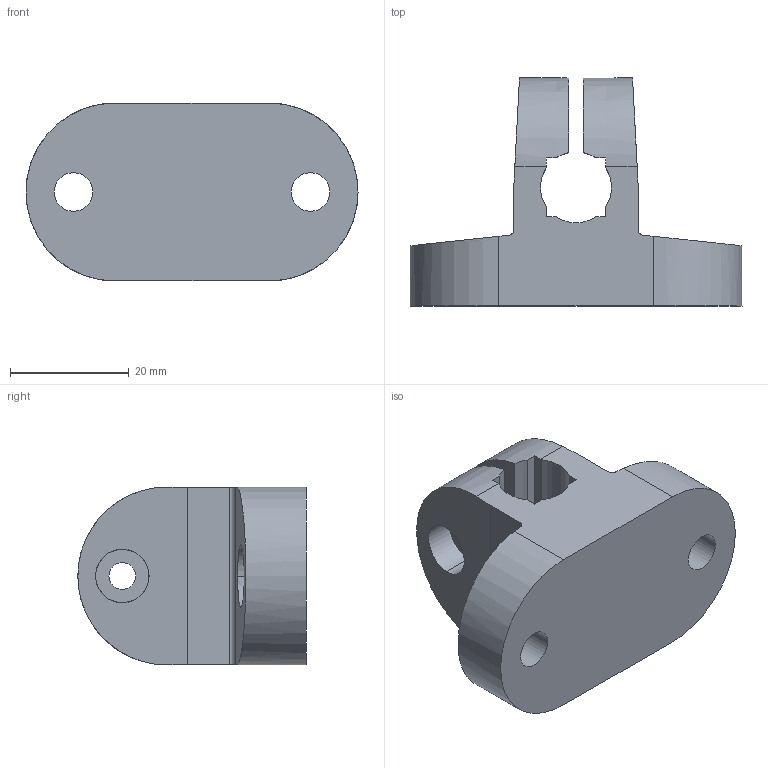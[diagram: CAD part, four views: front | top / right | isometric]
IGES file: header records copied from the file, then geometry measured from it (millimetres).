
Start section:  PTC IGES file: p339-d12s10.igs
Global section: file name: p339-d12s10.igs; native system: Pro/ENGINEER by Parametric Technology Corporation; preprocessor: 2004080; author: Emanuele Bellini; organization: Unknown; date: 051006.174713; units: millimetre
Bounding box: 56 x 38.5 x 30 mm (x, y, z)
Surface area: 8916.9 mm2 (no closed solid volume)
Topology: 0 solids, 0 shells, 50 faces, 264 edges, 264 vertices
Faces by surface type: revolution 27, bspline 23
